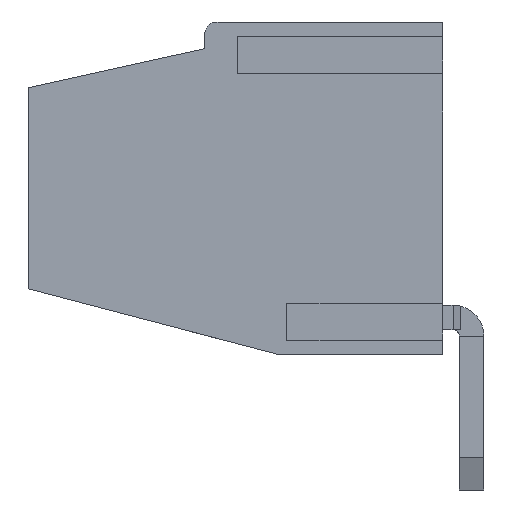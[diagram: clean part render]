
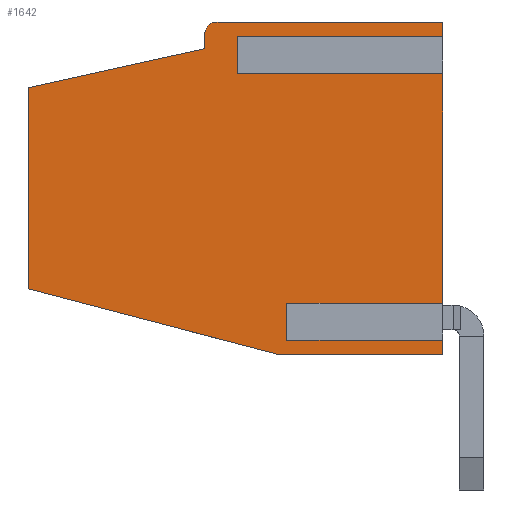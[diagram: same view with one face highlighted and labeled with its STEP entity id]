
A CAD part, left-side view. The second image highlights one B-rep face of the part: STEP entity #1642.
In plain terms, the highlighted face is planar.
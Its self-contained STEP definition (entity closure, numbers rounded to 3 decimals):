
#210 = EDGE_LOOP ( 'NONE', ( #24760, #22690, #20705, #2536, #25518, #22729, #7256, #2355, #3009, #33544, #19477, #28881, #29119, #32282, #17342, #29151 ) ) ;
#808 = VERTEX_POINT ( 'NONE', #22311 ) ;
#1472 = CARTESIAN_POINT ( 'NONE',  ( 2.54, 7.45, 6.5 ) ) ;
#1642 = ADVANCED_FACE ( 'NONE', ( #25903 ), #10427, .F. ) ;
#1730 = VECTOR ( 'NONE', #15833, 1000. ) ;
#2187 = VERTEX_POINT ( 'NONE', #9633 ) ;
#2355 = ORIENTED_EDGE ( 'NONE', *, *, #20589, .T. ) ;
#2468 = LINE ( 'NONE', #31522, #1730 ) ;
#2536 = ORIENTED_EDGE ( 'NONE', *, *, #13214, .F. ) ;
#2780 = EDGE_CURVE ( 'NONE', #27846, #5333, #15806, .T. ) ;
#2887 = VECTOR ( 'NONE', #34875, 1000. ) ;
#2901 = VECTOR ( 'NONE', #16291, 1000. ) ;
#3009 = ORIENTED_EDGE ( 'NONE', *, *, #28196, .F. ) ;
#4436 = EDGE_CURVE ( 'NONE', #6491, #26721, #18943, .T. ) ;
#4732 = DIRECTION ( 'NONE',  ( 0., 0., -1. ) ) ;
#4736 = AXIS2_PLACEMENT_3D ( 'NONE', #23770, #12667, #23426 ) ;
#5153 = CARTESIAN_POINT ( 'NONE',  ( 2.54, 6.5, 10.8 ) ) ;
#5333 = VERTEX_POINT ( 'NONE', #33066 ) ;
#5583 = DIRECTION ( 'NONE',  ( 0., 1., 0. ) ) ;
#5826 = DIRECTION ( 'NONE',  ( 0., 0., -1. ) ) ;
#5863 = EDGE_CURVE ( 'NONE', #21637, #808, #23994, .T. ) ;
#6150 = DIRECTION ( 'NONE',  ( 0., -1., 0. ) ) ;
#6491 = VERTEX_POINT ( 'NONE', #26269 ) ;
#7256 = ORIENTED_EDGE ( 'NONE', *, *, #25074, .T. ) ;
#7760 = CARTESIAN_POINT ( 'NONE',  ( 2.54, 0.532, 4.5 ) ) ;
#7960 = CARTESIAN_POINT ( 'NONE',  ( 2.54, 1.068, 4.5 ) ) ;
#9633 = CARTESIAN_POINT ( 'NONE',  ( 2.54, 7.568, 0.7 ) ) ;
#9660 = VERTEX_POINT ( 'NONE', #27143 ) ;
#10427 = PLANE ( 'NONE',  #11643 ) ;
#10436 = DIRECTION ( 'NONE',  ( 0., 0., -1. ) ) ;
#10591 = CARTESIAN_POINT ( 'NONE',  ( 2.54, 8.1, 10.8 ) ) ;
#10954 = VECTOR ( 'NONE', #24011, 1000. ) ;
#11025 = LINE ( 'NONE', #21758, #20997 ) ;
#11028 = CARTESIAN_POINT ( 'NONE',  ( 2.54, 8.1, 10.8 ) ) ;
#11529 = CARTESIAN_POINT ( 'NONE',  ( 2.54, 7.032, 5.7 ) ) ;
#11621 = VECTOR ( 'NONE', #4732, 1000. ) ;
#11643 = AXIS2_PLACEMENT_3D ( 'NONE', #10591, #18328, #29247 ) ;
#11780 = CARTESIAN_POINT ( 'NONE',  ( 2.54, 8.1, 10.8 ) ) ;
#12331 = VERTEX_POINT ( 'NONE', #1472 ) ;
#12667 = DIRECTION ( 'NONE',  ( 1., 0., 0. ) ) ;
#12688 = CARTESIAN_POINT ( 'NONE',  ( 2.54, 0., 0.7 ) ) ;
#13214 = EDGE_CURVE ( 'NONE', #26721, #12331, #18537, .T. ) ;
#13225 = LINE ( 'NONE', #7760, #31063 ) ;
#13625 = VERTEX_POINT ( 'NONE', #25654 ) ;
#14150 = VECTOR ( 'NONE', #6150, 1000. ) ;
#14267 = CIRCLE ( 'NONE', #4736, 0.3 ) ;
#14769 = VECTOR ( 'NONE', #21628, 1000. ) ;
#15298 = CARTESIAN_POINT ( 'NONE',  ( 2.54, 7.568, 5.7 ) ) ;
#15524 = DIRECTION ( 'NONE',  ( 0., 1., 0. ) ) ;
#15737 = VERTEX_POINT ( 'NONE', #12688 ) ;
#15806 = LINE ( 'NONE', #34717, #11621 ) ;
#15827 = VECTOR ( 'NONE', #19254, 1000. ) ;
#15833 = DIRECTION ( 'NONE',  ( 0., 0., -1. ) ) ;
#15980 = VECTOR ( 'NONE', #29219, 1000. ) ;
#16291 = DIRECTION ( 'NONE',  ( 0., 0.254, 0.967 ) ) ;
#17342 = ORIENTED_EDGE ( 'NONE', *, *, #29923, .T. ) ;
#17562 = CARTESIAN_POINT ( 'NONE',  ( 2.54, 8.1, 6.2 ) ) ;
#18328 = DIRECTION ( 'NONE',  ( -1., 0., 0. ) ) ;
#18537 = LINE ( 'NONE', #23825, #10954 ) ;
#18943 = LINE ( 'NONE', #11028, #28044 ) ;
#18966 = CARTESIAN_POINT ( 'NONE',  ( 2.54, 7.45, 6.5 ) ) ;
#18982 = VERTEX_POINT ( 'NONE', #27491 ) ;
#19254 = DIRECTION ( 'NONE',  ( 0., 0., -1. ) ) ;
#19274 = VECTOR ( 'NONE', #5826, 1000. ) ;
#19477 = ORIENTED_EDGE ( 'NONE', *, *, #2780, .T. ) ;
#19507 = LINE ( 'NONE', #27770, #14150 ) ;
#20589 = EDGE_CURVE ( 'NONE', #15737, #9660, #23930, .T. ) ;
#20705 = ORIENTED_EDGE ( 'NONE', *, *, #25260, .F. ) ;
#20855 = VERTEX_POINT ( 'NONE', #23719 ) ;
#20897 = VERTEX_POINT ( 'NONE', #26379 ) ;
#20997 = VECTOR ( 'NONE', #21254, 1000. ) ;
#21254 = DIRECTION ( 'NONE',  ( 0., 1., 0. ) ) ;
#21628 = DIRECTION ( 'NONE',  ( 0., 1., 0. ) ) ;
#21637 = VERTEX_POINT ( 'NONE', #17562 ) ;
#21758 = CARTESIAN_POINT ( 'NONE',  ( 2.54, 0.532, 4.5 ) ) ;
#21971 = CARTESIAN_POINT ( 'NONE',  ( 2.54, 8.1, 0.7 ) ) ;
#22311 = CARTESIAN_POINT ( 'NONE',  ( 2.54, 8.1, 0.7 ) ) ;
#22690 = ORIENTED_EDGE ( 'NONE', *, *, #29023, .T. ) ;
#22729 = ORIENTED_EDGE ( 'NONE', *, *, #30667, .F. ) ;
#23426 = DIRECTION ( 'NONE',  ( 0., -1., 0. ) ) ;
#23719 = CARTESIAN_POINT ( 'NONE',  ( 2.54, 7.032, 0.7 ) ) ;
#23770 = CARTESIAN_POINT ( 'NONE',  ( 2.54, 7.8, 6.2 ) ) ;
#23789 = EDGE_CURVE ( 'NONE', #2187, #808, #34594, .T. ) ;
#23825 = CARTESIAN_POINT ( 'NONE',  ( 2.54, 6.5, 10.8 ) ) ;
#23930 = LINE ( 'NONE', #34535, #15980 ) ;
#23994 = LINE ( 'NONE', #11780, #27031 ) ;
#24011 = DIRECTION ( 'NONE',  ( 0., 0.216, -0.976 ) ) ;
#24760 = ORIENTED_EDGE ( 'NONE', *, *, #5863, .F. ) ;
#24944 = EDGE_CURVE ( 'NONE', #5333, #20855, #27097, .T. ) ;
#25074 = EDGE_CURVE ( 'NONE', #18982, #15737, #27980, .T. ) ;
#25260 = EDGE_CURVE ( 'NONE', #12331, #20897, #32192, .T. ) ;
#25518 = ORIENTED_EDGE ( 'NONE', *, *, #4436, .F. ) ;
#25654 = CARTESIAN_POINT ( 'NONE',  ( 2.54, 0.532, 4.5 ) ) ;
#25903 = FACE_OUTER_BOUND ( 'NONE', #210, .T. ) ;
#26269 = CARTESIAN_POINT ( 'NONE',  ( 2.54, 1.6, 10.8 ) ) ;
#26379 = CARTESIAN_POINT ( 'NONE',  ( 2.54, 7.8, 6.5 ) ) ;
#26721 = VERTEX_POINT ( 'NONE', #5153 ) ;
#27031 = VECTOR ( 'NONE', #32260, 1000. ) ;
#27097 = LINE ( 'NONE', #21971, #14769 ) ;
#27143 = CARTESIAN_POINT ( 'NONE',  ( 2.54, 0.532, 0.7 ) ) ;
#27343 = VECTOR ( 'NONE', #15524, 1000. ) ;
#27378 = VERTEX_POINT ( 'NONE', #34229 ) ;
#27491 = CARTESIAN_POINT ( 'NONE',  ( 2.54, 0., 4.7 ) ) ;
#27770 = CARTESIAN_POINT ( 'NONE',  ( 2.54, 7.568, 5.7 ) ) ;
#27846 = VERTEX_POINT ( 'NONE', #7960 ) ;
#27901 = LINE ( 'NONE', #11529, #15827 ) ;
#27980 = LINE ( 'NONE', #30282, #19274 ) ;
#28044 = VECTOR ( 'NONE', #5583, 1000. ) ;
#28196 = EDGE_CURVE ( 'NONE', #13625, #9660, #13225, .T. ) ;
#28411 = EDGE_CURVE ( 'NONE', #13625, #27846, #11025, .T. ) ;
#28881 = ORIENTED_EDGE ( 'NONE', *, *, #24944, .T. ) ;
#28987 = VERTEX_POINT ( 'NONE', #15298 ) ;
#29023 = EDGE_CURVE ( 'NONE', #21637, #20897, #14267, .T. ) ;
#29119 = ORIENTED_EDGE ( 'NONE', *, *, #30717, .F. ) ;
#29151 = ORIENTED_EDGE ( 'NONE', *, *, #23789, .T. ) ;
#29219 = DIRECTION ( 'NONE',  ( 0., 1., 0. ) ) ;
#29247 = DIRECTION ( 'NONE',  ( 0., -1., 0. ) ) ;
#29334 = LINE ( 'NONE', #32153, #2901 ) ;
#29923 = EDGE_CURVE ( 'NONE', #28987, #2187, #2468, .T. ) ;
#30282 = CARTESIAN_POINT ( 'NONE',  ( 2.54, 0., 10.8 ) ) ;
#30667 = EDGE_CURVE ( 'NONE', #18982, #6491, #29334, .T. ) ;
#30717 = EDGE_CURVE ( 'NONE', #27378, #20855, #27901, .T. ) ;
#31063 = VECTOR ( 'NONE', #10436, 1000. ) ;
#31180 = EDGE_CURVE ( 'NONE', #28987, #27378, #19507, .T. ) ;
#31522 = CARTESIAN_POINT ( 'NONE',  ( 2.54, 7.568, 5.7 ) ) ;
#32153 = CARTESIAN_POINT ( 'NONE',  ( 2.54, 1.6, 10.8 ) ) ;
#32192 = LINE ( 'NONE', #18966, #2887 ) ;
#32260 = DIRECTION ( 'NONE',  ( 0., 0., -1. ) ) ;
#32282 = ORIENTED_EDGE ( 'NONE', *, *, #31180, .F. ) ;
#33066 = CARTESIAN_POINT ( 'NONE',  ( 2.54, 1.068, 0.7 ) ) ;
#33544 = ORIENTED_EDGE ( 'NONE', *, *, #28411, .T. ) ;
#34229 = CARTESIAN_POINT ( 'NONE',  ( 2.54, 7.032, 5.7 ) ) ;
#34261 = CARTESIAN_POINT ( 'NONE',  ( 2.54, 8.1, 0.7 ) ) ;
#34535 = CARTESIAN_POINT ( 'NONE',  ( 2.54, 8.1, 0.7 ) ) ;
#34594 = LINE ( 'NONE', #34261, #27343 ) ;
#34717 = CARTESIAN_POINT ( 'NONE',  ( 2.54, 1.068, 4.5 ) ) ;
#34875 = DIRECTION ( 'NONE',  ( 0., 1., 0. ) ) ;
